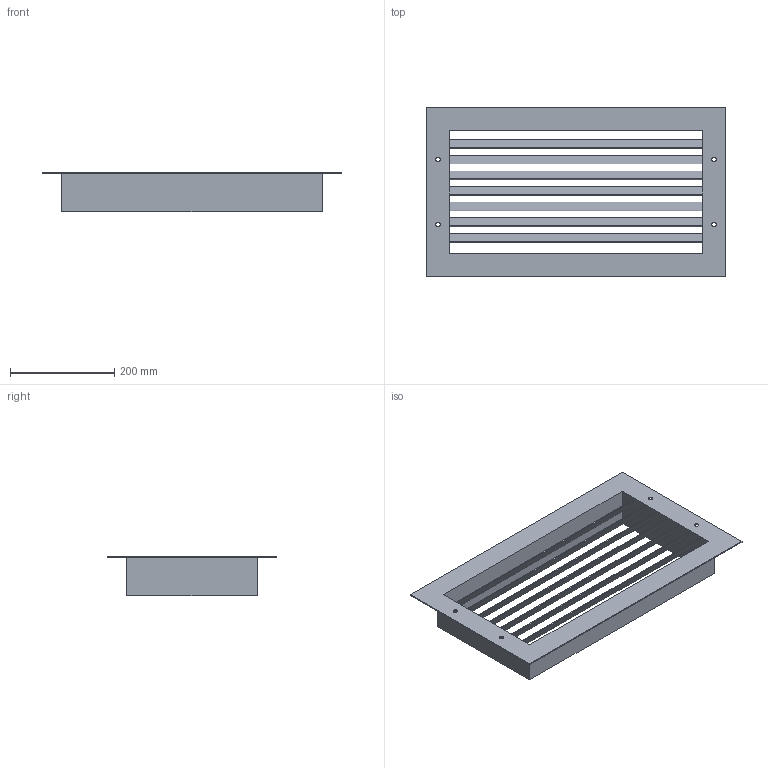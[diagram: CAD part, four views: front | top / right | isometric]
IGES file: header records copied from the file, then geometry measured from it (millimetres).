
Start section: SolidWorks IGES file using analytic representation for surfaces
Global section: file name: LZP22.IGS; native system: SolidWorks 2017; preprocessor: SolidWorks 2017; author: Qube3-CAD; date: 221012.182421; units: millimetre
Bounding box: 575 x 325 x 75 mm (x, y, z)
Surface area: 585711.6 mm2 (no closed solid volume)
Topology: 0 solids, 0 shells, 58 faces, 780 edges, 780 vertices
Faces by surface type: revolution 29, bspline 29
